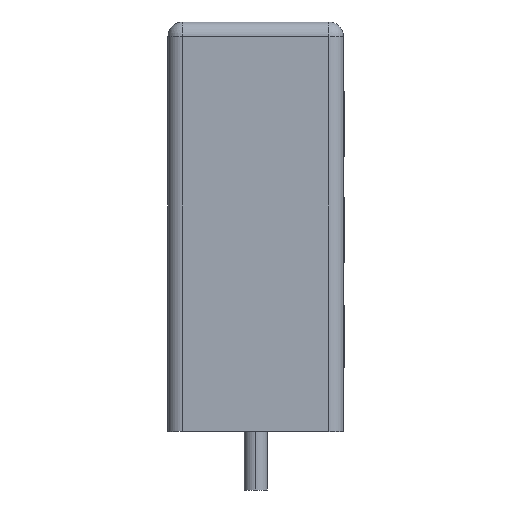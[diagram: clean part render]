
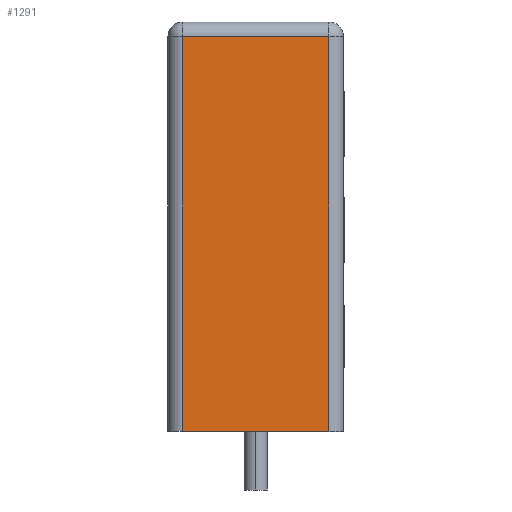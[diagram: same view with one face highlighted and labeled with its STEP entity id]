
A CAD part, left-side view. The second image highlights one B-rep face of the part: STEP entity #1291.
In plain terms, the highlighted planar face has unit normal (-1, 0, 0).
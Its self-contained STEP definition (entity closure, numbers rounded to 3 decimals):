
#106 = VERTEX_POINT ( 'NONE', #7142 ) ;
#136 = VERTEX_POINT ( 'NONE', #7108 ) ;
#160 = VERTEX_POINT ( 'NONE', #7104 ) ;
#169 = VERTEX_POINT ( 'NONE', #7095 ) ;
#670 = ORIENTED_EDGE ( 'NONE', *, *, #7391, .T. ) ;
#671 = ORIENTED_EDGE ( 'NONE', *, *, #7362, .F. ) ;
#672 = ORIENTED_EDGE ( 'NONE', *, *, #7347, .F. ) ;
#674 = ORIENTED_EDGE ( 'NONE', *, *, #7363, .F. ) ;
#1291 = ADVANCED_FACE ( 'NONE', ( #1752 ), #7622, .F. ) ;
#1752 = FACE_OUTER_BOUND ( 'NONE', #6321, .T. ) ;
#2040 = LINE ( 'NONE', #4731, #2688 ) ;
#2053 = LINE ( 'NONE', #4763, #2704 ) ;
#2054 = LINE ( 'NONE', #4765, #2705 ) ;
#2070 = LINE ( 'NONE', #4877, #2743 ) ;
#2508 = AXIS2_PLACEMENT_3D ( 'NONE', #7618, #7624, #7634 ) ;
#2688 = VECTOR ( 'NONE', #4732, 1000. ) ;
#2704 = VECTOR ( 'NONE', #4764, 1000. ) ;
#2705 = VECTOR ( 'NONE', #4766, 1000. ) ;
#2743 = VECTOR ( 'NONE', #4878, 1000. ) ;
#4731 = CARTESIAN_POINT ( 'NONE',  ( -9., -2.5, 14. ) ) ;
#4732 = DIRECTION ( 'NONE',  ( 0., 0., -1. ) ) ;
#4763 = CARTESIAN_POINT ( 'NONE',  ( -9., 3., 13.5 ) ) ;
#4764 = DIRECTION ( 'NONE',  ( 0., -1., 0. ) ) ;
#4765 = CARTESIAN_POINT ( 'NONE',  ( -9., 2.5, 14. ) ) ;
#4766 = DIRECTION ( 'NONE',  ( 0., 0., 1. ) ) ;
#4877 = CARTESIAN_POINT ( 'NONE',  ( -9., -3., 0. ) ) ;
#4878 = DIRECTION ( 'NONE',  ( 0., -1., 0. ) ) ;
#6321 = EDGE_LOOP ( 'NONE', ( #670, #672, #671, #674 ) ) ;
#7095 = CARTESIAN_POINT ( 'NONE',  ( -9., -2.5, 13.5 ) ) ;
#7104 = CARTESIAN_POINT ( 'NONE',  ( -9., 2.5, 0. ) ) ;
#7108 = CARTESIAN_POINT ( 'NONE',  ( -9., -2.5, 0. ) ) ;
#7142 = CARTESIAN_POINT ( 'NONE',  ( -9., 2.5, 13.5 ) ) ;
#7347 = EDGE_CURVE ( 'NONE', #169, #136, #2040, .T. ) ;
#7362 = EDGE_CURVE ( 'NONE', #106, #169, #2053, .T. ) ;
#7363 = EDGE_CURVE ( 'NONE', #160, #106, #2054, .T. ) ;
#7391 = EDGE_CURVE ( 'NONE', #160, #136, #2070, .T. ) ;
#7618 = CARTESIAN_POINT ( 'NONE',  ( -9., 3., 14. ) ) ;
#7622 = PLANE ( 'NONE',  #2508 ) ;
#7624 = DIRECTION ( 'NONE',  ( 1., 0., 0. ) ) ;
#7634 = DIRECTION ( 'NONE',  ( 0., 0., -1. ) ) ;
